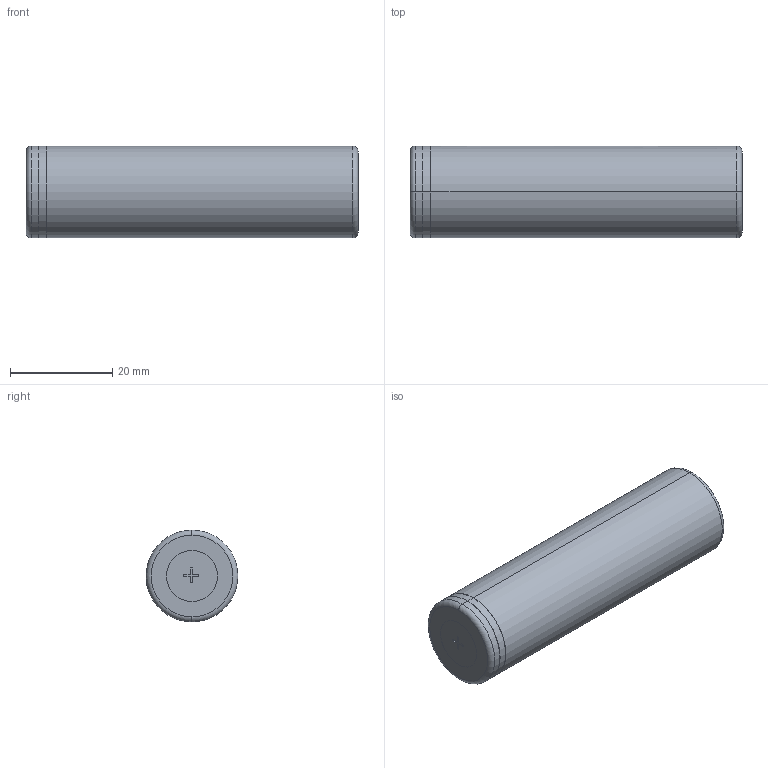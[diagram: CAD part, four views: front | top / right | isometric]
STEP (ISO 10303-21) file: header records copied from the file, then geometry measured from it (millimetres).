
FILE_DESCRIPTION(('CoCreate Modeling STEP Export'),'2;1');
FILE_NAME('Battery Samsung ICR 18650 -22E.stp','2018-09-16T22:45:48',(''),(''),'CoCreate Modeling STEP processor for AP214 (Solid Model)','CoCreate Modeling 16.00A 16-Aug-2008 (C) Parametric Technology GmbH','');
FILE_SCHEMA(('AUTOMOTIVE_DESIGN { 1 0 10303 214 1 1 1 1 }'));
Length unit declared in the file: millimetre
Products named in the file (2): Samsung_ICR18650-22E
Assembly tree (1 placements, depth 2):
  Samsung_ICR18650-22E
    Samsung_ICR18650-22E
Bounding box: 65 x 18 x 18 mm (x, y, z)
Volume: 16499.2 mm3; surface area: 4211 mm2
Topology: 1 solids, 1 shells, 990 faces, 2843 edges, 1894 vertices
Faces by surface type: plane 968, cylinder 18, torus 4
Entity records: 34217 total; most frequent: CARTESIAN_POINT 7369, ORIENTED_EDGE 5686, DIRECTION 5482, EDGE_CURVE 2843, VECTOR 1896, LINE 1896, VERTEX_POINT 1894, AXIS2_PLACEMENT_3D 1793
